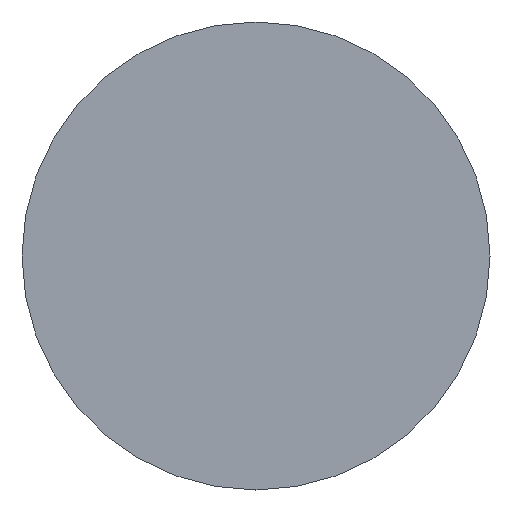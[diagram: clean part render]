
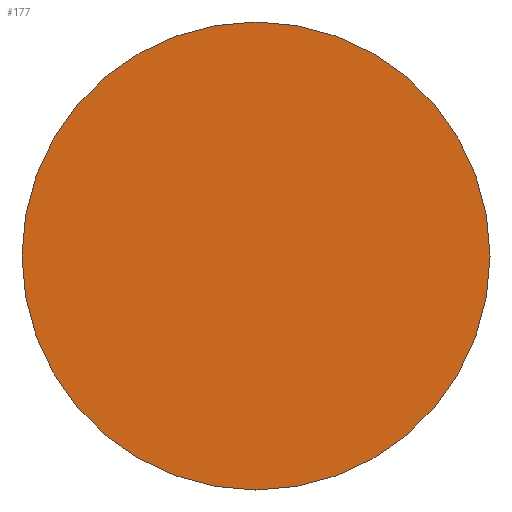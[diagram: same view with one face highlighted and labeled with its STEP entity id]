
A CAD part, front view. The second image highlights one B-rep face of the part: STEP entity #177.
In plain terms, the highlighted planar face has unit normal (0, -1, 0).
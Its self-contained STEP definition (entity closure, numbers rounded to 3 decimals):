
#22=PLANE('',#218);
#34=FACE_OUTER_BOUND('',#50,.T.);
#50=EDGE_LOOP('',(#145));
#59=CIRCLE('',#217,9.);
#88=VERTEX_POINT('',#370);
#106=EDGE_CURVE('',#88,#88,#59,.T.);
#145=ORIENTED_EDGE('',*,*,#106,.T.);
#177=ADVANCED_FACE('',(#34),#22,.T.);
#217=AXIS2_PLACEMENT_3D('',#371,#264,#265);
#218=AXIS2_PLACEMENT_3D('',#373,#267,#268);
#264=DIRECTION('center_axis',(0.,-1.,0.));
#265=DIRECTION('ref_axis',(1.,0.,0.));
#267=DIRECTION('center_axis',(0.,-1.,0.));
#268=DIRECTION('ref_axis',(0.,0.,-1.));
#370=CARTESIAN_POINT('',(-9.,0.,0.));
#371=CARTESIAN_POINT('Origin',(0.,0.,
0.));
#373=CARTESIAN_POINT('Origin',(4.5,0.,0.));
